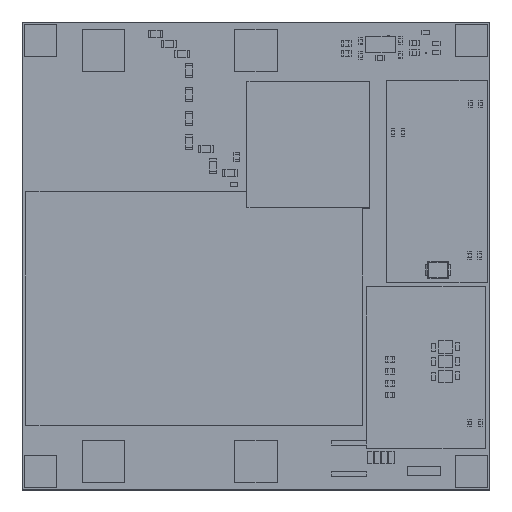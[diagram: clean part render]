
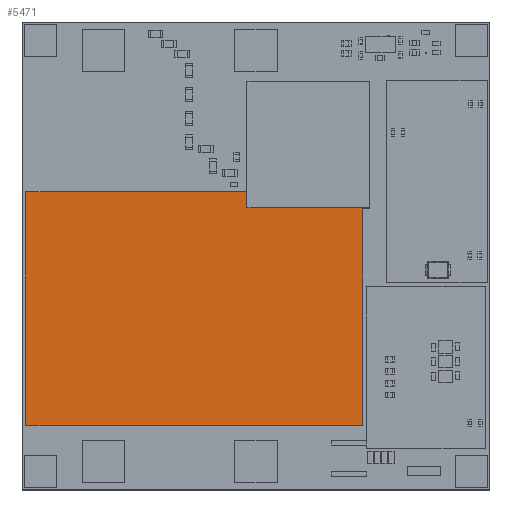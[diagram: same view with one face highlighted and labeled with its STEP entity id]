
A CAD part, top view. The second image highlights one B-rep face of the part: STEP entity #5471.
In plain terms, the highlighted planar face has unit normal (0, 0, 1).
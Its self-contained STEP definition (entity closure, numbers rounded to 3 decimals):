
#523=PLANE('',#6131);
#780=FACE_OUTER_BOUND('',#1215,.T.);
#1215=EDGE_LOOP('',(#4286,#4287,#4288,#4289));
#1494=LINE('',#8559,#1989);
#1497=LINE('',#8565,#1992);
#1500=LINE('',#8571,#1995);
#1503=LINE('',#8575,#1998);
#1989=VECTOR('',#7060,10.);
#1992=VECTOR('',#7065,10.);
#1995=VECTOR('',#7070,10.);
#1998=VECTOR('',#7075,10.);
#2753=VERTEX_POINT('',#8556);
#2754=VERTEX_POINT('',#8558);
#2756=VERTEX_POINT('',#8564);
#2758=VERTEX_POINT('',#8570);
#3302=EDGE_CURVE('',#2754,#2753,#1494,.T.);
#3305=EDGE_CURVE('',#2756,#2754,#1497,.T.);
#3308=EDGE_CURVE('',#2758,#2756,#1500,.T.);
#3311=EDGE_CURVE('',#2753,#2758,#1503,.T.);
#4286=ORIENTED_EDGE('',*,*,#3311,.T.);
#4287=ORIENTED_EDGE('',*,*,#3308,.T.);
#4288=ORIENTED_EDGE('',*,*,#3305,.T.);
#4289=ORIENTED_EDGE('',*,*,#3302,.T.);
#5471=ADVANCED_FACE('',(#780),#523,.T.);
#6131=AXIS2_PLACEMENT_3D('',#8576,#7076,#7077);
#7060=DIRECTION('',(-1.,0.,0.));
#7065=DIRECTION('',(0.,1.,0.));
#7070=DIRECTION('',(1.,0.,0.));
#7075=DIRECTION('',(0.,-1.,0.));
#7076=DIRECTION('center_axis',(0.,0.,1.));
#7077=DIRECTION('ref_axis',(1.,0.,0.));
#8556=CARTESIAN_POINT('',(-4.955,20.75,0.1));
#8558=CARTESIAN_POINT('',(67.045,20.75,0.1));
#8559=CARTESIAN_POINT('',(67.045,20.75,0.1));
#8564=CARTESIAN_POINT('',(67.045,-29.25,0.1));
#8565=CARTESIAN_POINT('',(67.045,-29.25,0.1));
#8570=CARTESIAN_POINT('',(-4.955,-29.25,0.1));
#8571=CARTESIAN_POINT('',(-4.955,-29.25,0.1));
#8575=CARTESIAN_POINT('',(-4.955,20.75,0.1));
#8576=CARTESIAN_POINT('Origin',(31.045,-4.25,0.1));
